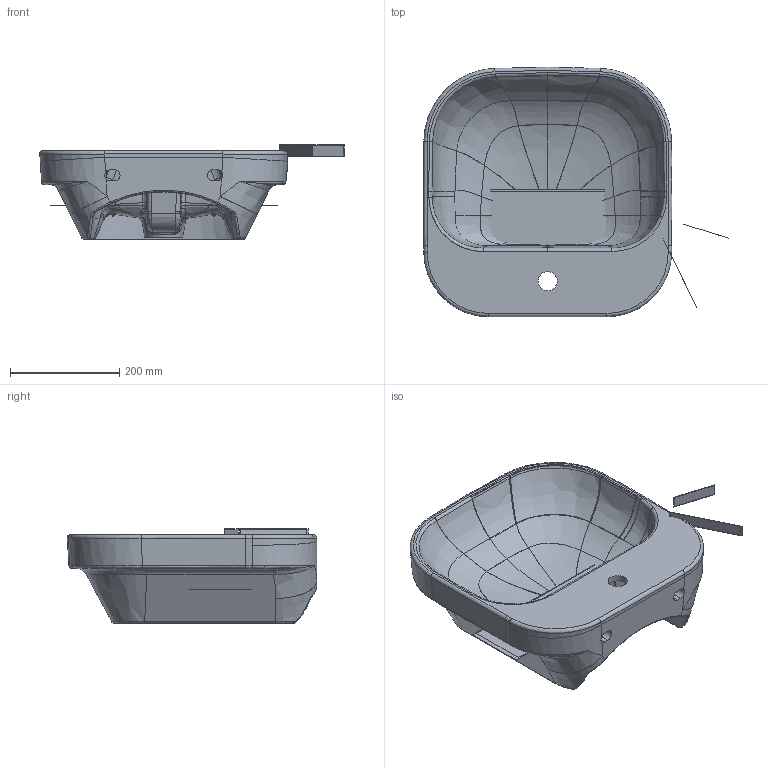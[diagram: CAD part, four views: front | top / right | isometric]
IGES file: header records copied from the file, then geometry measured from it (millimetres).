
Start section:  PTC IGES file: b149s.igs
Global section: file name: b149s.igs; native system: Creo Parametric by PTC Inc.; preprocessor: 2018400; author: Administrator; organization: Unknown; date: 20200423.080226; units: millimetre
Bounding box: 557.73 x 456.61 x 172.9 mm (x, y, z)
Surface area: 860134.7 mm2 (no closed solid volume)
Topology: 0 solids, 0 shells, 409 faces, 2031 edges, 2080 vertices
Faces by surface type: bspline 307, revolution 99, extrusion 3
